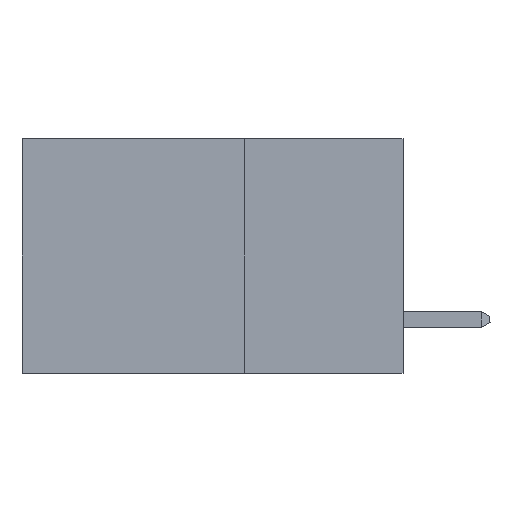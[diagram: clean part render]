
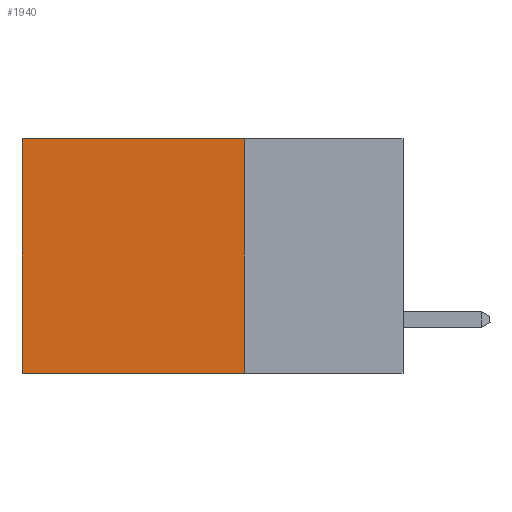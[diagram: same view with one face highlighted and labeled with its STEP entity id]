
A CAD part, left-side view. The second image highlights one B-rep face of the part: STEP entity #1940.
In plain terms, the highlighted planar face has unit normal (-1, 0, 0).
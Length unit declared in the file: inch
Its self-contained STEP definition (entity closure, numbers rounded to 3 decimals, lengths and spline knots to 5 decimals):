
#215 = CARTESIAN_POINT ( 'NONE',  ( 0.2875, 0.25, -0.37 ) ) ;
#1029 = CARTESIAN_POINT ( 'NONE',  ( 0.2875, 0.6, -0.37 ) ) ;
#1268 = EDGE_CURVE ( 'NONE', #15733, #9653, #19770, .T. ) ;
#1940 = ADVANCED_FACE ( 'NONE', ( #8308 ), #12702, .F. ) ;
#4503 = ORIENTED_EDGE ( 'NONE', *, *, #11373, .F. ) ;
#6632 = ORIENTED_EDGE ( 'NONE', *, *, #1268, .F. ) ;
#6899 = CARTESIAN_POINT ( 'NONE',  ( 0.2875, 0.25, 0. ) ) ;
#7254 = VECTOR ( 'NONE', #8959, 39.37008 ) ;
#7893 = DIRECTION ( 'NONE',  ( 0., 1., 0. ) ) ;
#8065 = LINE ( 'NONE', #18314, #7254 ) ;
#8308 = FACE_OUTER_BOUND ( 'NONE', #22594, .T. ) ;
#8430 = EDGE_CURVE ( 'NONE', #20321, #18509, #20902, .T. ) ;
#8959 = DIRECTION ( 'NONE',  ( 0., 1., 0. ) ) ;
#9122 = EDGE_CURVE ( 'NONE', #15733, #20321, #8065, .T. ) ;
#9287 = CARTESIAN_POINT ( 'NONE',  ( 0.2875, 0.6, 0. ) ) ;
#9653 = VERTEX_POINT ( 'NONE', #14068 ) ;
#10203 = CARTESIAN_POINT ( 'NONE',  ( 0.2875, 0.25, 0. ) ) ;
#10807 = CARTESIAN_POINT ( 'NONE',  ( 0.2875, 0.25, 0. ) ) ;
#11373 = EDGE_CURVE ( 'NONE', #9653, #18509, #18765, .T. ) ;
#11994 = ORIENTED_EDGE ( 'NONE', *, *, #9122, .T. ) ;
#12627 = DIRECTION ( 'NONE',  ( 1., 0., 0. ) ) ;
#12702 = PLANE ( 'NONE',  #21439 ) ;
#12780 = DIRECTION ( 'NONE',  ( 0., 0., -1. ) ) ;
#13924 = DIRECTION ( 'NONE',  ( 0., 0., -1. ) ) ;
#13941 = VECTOR ( 'NONE', #7893, 39.37008 ) ;
#14068 = CARTESIAN_POINT ( 'NONE',  ( 0.2875, 0.25, -0.37 ) ) ;
#14261 = CARTESIAN_POINT ( 'NONE',  ( 0.2875, 0.6, 0. ) ) ;
#15227 = VECTOR ( 'NONE', #21302, 39.37008 ) ;
#15733 = VERTEX_POINT ( 'NONE', #6899 ) ;
#18314 = CARTESIAN_POINT ( 'NONE',  ( 0.2875, 0.25, 0. ) ) ;
#18509 = VERTEX_POINT ( 'NONE', #1029 ) ;
#18765 = LINE ( 'NONE', #215, #13941 ) ;
#19464 = VECTOR ( 'NONE', #13924, 39.37008 ) ;
#19770 = LINE ( 'NONE', #10203, #19464 ) ;
#20321 = VERTEX_POINT ( 'NONE', #9287 ) ;
#20497 = ORIENTED_EDGE ( 'NONE', *, *, #8430, .T. ) ;
#20902 = LINE ( 'NONE', #14261, #15227 ) ;
#21302 = DIRECTION ( 'NONE',  ( 0., 0., -1. ) ) ;
#21439 = AXIS2_PLACEMENT_3D ( 'NONE', #10807, #12627, #12780 ) ;
#22594 = EDGE_LOOP ( 'NONE', ( #20497, #4503, #6632, #11994 ) ) ;
